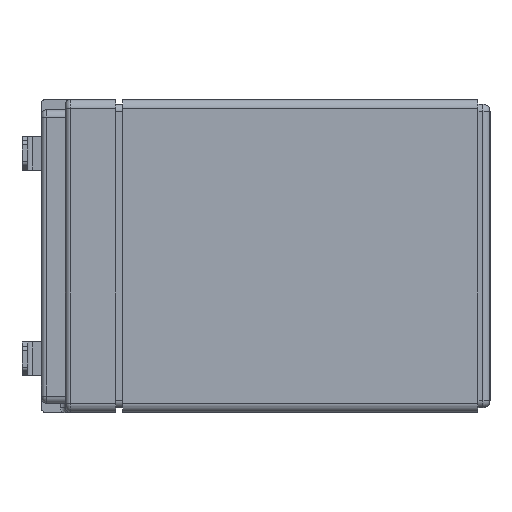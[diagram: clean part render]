
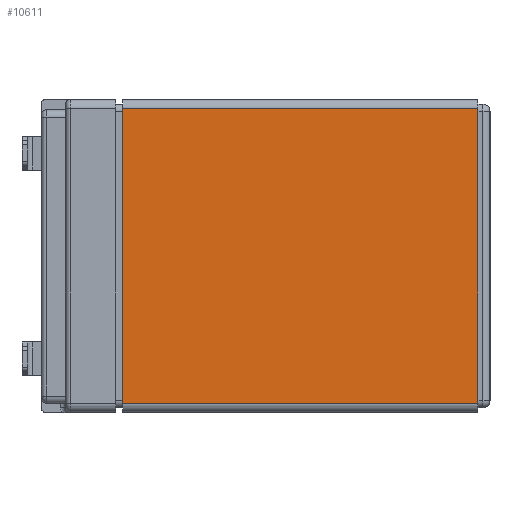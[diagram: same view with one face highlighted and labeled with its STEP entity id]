
A CAD part, left-side view. The second image highlights one B-rep face of the part: STEP entity #10611.
In plain terms, the highlighted planar face has unit normal (-1, 0, 0).
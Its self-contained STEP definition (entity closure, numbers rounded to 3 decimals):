
#385 = CARTESIAN_POINT ( 'NONE',  ( -75.247, 73.66, 30.512 ) ) ;
#502 = EDGE_LOOP ( 'NONE', ( #10377, #11552, #7973, #12322 ) ) ;
#1288 = DIRECTION ( 'NONE',  ( 0., 1., 0. ) ) ;
#1984 = LINE ( 'NONE', #11558, #9674 ) ;
#2249 = CARTESIAN_POINT ( 'NONE',  ( -75.247, 73.66, -32.512 ) ) ;
#2405 = LINE ( 'NONE', #385, #11491 ) ;
#2771 = LINE ( 'NONE', #12241, #8617 ) ;
#3114 = EDGE_CURVE ( 'NONE', #5781, #7155, #6078, .T. ) ;
#4438 = DIRECTION ( 'NONE',  ( 0., 0., 1. ) ) ;
#5197 = PLANE ( 'NONE',  #10443 ) ;
#5343 = EDGE_CURVE ( 'NONE', #12343, #5781, #2771, .T. ) ;
#5726 = DIRECTION ( 'NONE',  ( 0., 0., 1. ) ) ;
#5781 = VERTEX_POINT ( 'NONE', #11355 ) ;
#5848 = VERTEX_POINT ( 'NONE', #7321 ) ;
#6078 = LINE ( 'NONE', #10330, #11606 ) ;
#6316 = DIRECTION ( 'NONE',  ( 0., -1., 0. ) ) ;
#7155 = VERTEX_POINT ( 'NONE', #7267 ) ;
#7267 = CARTESIAN_POINT ( 'NONE',  ( -75.247, 0., 30.512 ) ) ;
#7321 = CARTESIAN_POINT ( 'NONE',  ( -75.247, 73.66, 30.512 ) ) ;
#7416 = DIRECTION ( 'NONE',  ( 0., 0., -1. ) ) ;
#7973 = ORIENTED_EDGE ( 'NONE', *, *, #3114, .T. ) ;
#8606 = CARTESIAN_POINT ( 'NONE',  ( -75.247, 73.66, -30.512 ) ) ;
#8617 = VECTOR ( 'NONE', #6316, 1000. ) ;
#9167 = EDGE_CURVE ( 'NONE', #12343, #5848, #1984, .T. ) ;
#9350 = DIRECTION ( 'NONE',  ( 1., 0., 0. ) ) ;
#9674 = VECTOR ( 'NONE', #5726, 1000. ) ;
#10330 = CARTESIAN_POINT ( 'NONE',  ( -75.247, 0., -32.512 ) ) ;
#10377 = ORIENTED_EDGE ( 'NONE', *, *, #9167, .F. ) ;
#10443 = AXIS2_PLACEMENT_3D ( 'NONE', #2249, #9350, #7416 ) ;
#10611 = ADVANCED_FACE ( 'NONE', ( #11038 ), #5197, .F. ) ;
#11030 = EDGE_CURVE ( 'NONE', #7155, #5848, #2405, .T. ) ;
#11038 = FACE_OUTER_BOUND ( 'NONE', #502, .T. ) ;
#11355 = CARTESIAN_POINT ( 'NONE',  ( -75.247, 0., -30.512 ) ) ;
#11491 = VECTOR ( 'NONE', #1288, 1000. ) ;
#11552 = ORIENTED_EDGE ( 'NONE', *, *, #5343, .T. ) ;
#11558 = CARTESIAN_POINT ( 'NONE',  ( -75.247, 73.66, -32.512 ) ) ;
#11606 = VECTOR ( 'NONE', #4438, 1000. ) ;
#12241 = CARTESIAN_POINT ( 'NONE',  ( -75.247, 73.66, -30.512 ) ) ;
#12322 = ORIENTED_EDGE ( 'NONE', *, *, #11030, .T. ) ;
#12343 = VERTEX_POINT ( 'NONE', #8606 ) ;
